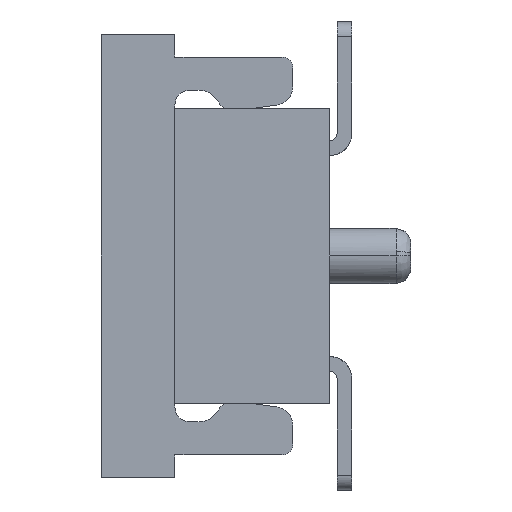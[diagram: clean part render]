
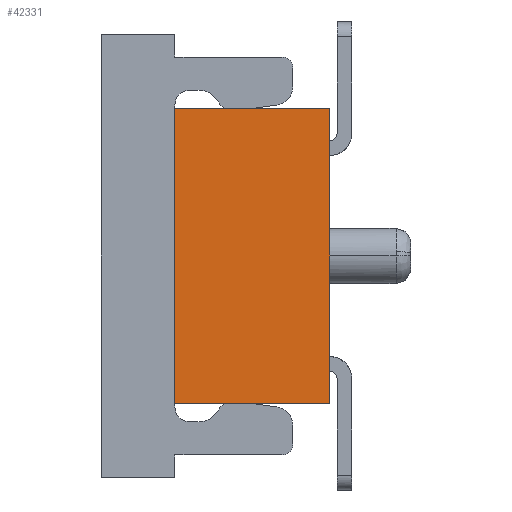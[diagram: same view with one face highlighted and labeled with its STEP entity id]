
A CAD part, left-side view. The second image highlights one B-rep face of the part: STEP entity #42331.
In plain terms, the highlighted planar face has unit normal (-1, 0, 0).
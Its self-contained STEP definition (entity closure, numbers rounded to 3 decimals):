
#1255=CARTESIAN_POINT('',(-14.,3.2,0.));
#1256=VERTEX_POINT('',#1255);
#1331=CARTESIAN_POINT('',(-14.,3.2,-4.));
#1332=VERTEX_POINT('',#1331);
#1342=CARTESIAN_POINT('',(-14.,3.2,0.));
#1343=CARTESIAN_POINT('',(-14.,3.2,-0.8));
#1344=CARTESIAN_POINT('',(-14.,3.2,-1.6));
#1345=CARTESIAN_POINT('',(-14.,3.2,-2.4));
#1346=CARTESIAN_POINT('',(-14.,3.2,-3.2));
#1347=CARTESIAN_POINT('',(-14.,3.2,-4.));
#1348=B_SPLINE_CURVE_WITH_KNOTS('',5,(#1342,#1343,#1344,#1345,#1346,#1347),.UNSPECIFIED.,.F.,.U.,(6,6),(0.,4.),.UNSPECIFIED.);
#1349=EDGE_CURVE('',#1256,#1332,#1348,.T.);
#42216=CARTESIAN_POINT('',(-14.,1.1,-4.));
#42217=VERTEX_POINT('',#42216);
#42227=CARTESIAN_POINT('',(-14.,3.2,-4.));
#42228=CARTESIAN_POINT('',(-14.,2.78,-4.));
#42229=CARTESIAN_POINT('',(-14.,2.36,-4.));
#42230=CARTESIAN_POINT('',(-14.,1.94,-4.));
#42231=CARTESIAN_POINT('',(-14.,1.52,-4.));
#42232=CARTESIAN_POINT('',(-14.,1.1,-4.));
#42233=B_SPLINE_CURVE_WITH_KNOTS('',5,(#42227,#42228,#42229,#42230,#42231,#42232),.UNSPECIFIED.,.F.,.U.,(6,6),(0.,2.1),.UNSPECIFIED.);
#42234=EDGE_CURVE('',#1332,#42217,#42233,.T.);
#42253=CARTESIAN_POINT('',(-14.,1.1,0.));
#42254=VERTEX_POINT('',#42253);
#42255=CARTESIAN_POINT('',(-14.,1.1,0.));
#42256=CARTESIAN_POINT('',(-14.,1.52,0.));
#42257=CARTESIAN_POINT('',(-14.,1.94,0.));
#42258=CARTESIAN_POINT('',(-14.,2.36,0.));
#42259=CARTESIAN_POINT('',(-14.,2.78,0.));
#42260=CARTESIAN_POINT('',(-14.,3.2,0.));
#42261=B_SPLINE_CURVE_WITH_KNOTS('',5,(#42255,#42256,#42257,#42258,#42259,#42260),.UNSPECIFIED.,.F.,.U.,(6,6),(0.,2.1),.UNSPECIFIED.);
#42262=EDGE_CURVE('',#42254,#1256,#42261,.T.);
#42293=CARTESIAN_POINT('',(-14.,3.1,-2.));
#42294=DIRECTION('',(0.,0.,1.));
#42295=DIRECTION('',(-1.,0.,0.));
#42296=AXIS2_PLACEMENT_3D('',#42293,#42295,#42294);
#42297=PLANE('',#42296);
#42298=CARTESIAN_POINT('',(-14.,1.1,-3.725));
#42299=VERTEX_POINT('',#42298);
#42300=CARTESIAN_POINT('',(-14.,1.1,-3.725));
#42301=CARTESIAN_POINT('',(-14.,1.1,-3.78));
#42302=CARTESIAN_POINT('',(-14.,1.1,-3.835));
#42303=CARTESIAN_POINT('',(-14.,1.1,-3.89));
#42304=CARTESIAN_POINT('',(-14.,1.1,-3.945));
#42305=CARTESIAN_POINT('',(-14.,1.1,-4.));
#42306=B_SPLINE_CURVE_WITH_KNOTS('',5,(#42300,#42301,#42302,#42303,#42304,#42305),.UNSPECIFIED.,.F.,.U.,(6,6),(0.,0.275),.UNSPECIFIED.);
#42307=EDGE_CURVE('',#42299,#42217,#42306,.T.);
#42308=ORIENTED_EDGE('',*,*,#42307,.F.);
#42309=CARTESIAN_POINT('',(-14.,1.1,-0.275));
#42310=VERTEX_POINT('',#42309);
#42311=CARTESIAN_POINT('',(-14.,1.1,-0.275));
#42312=DIRECTION('',(0.,0.,-1.));
#42313=VECTOR('',#42312,3.45);
#42314=LINE('',#42311,#42313);
#42315=EDGE_CURVE('',#42310,#42299,#42314,.T.);
#42316=ORIENTED_EDGE('',*,*,#42315,.F.);
#42317=CARTESIAN_POINT('',(-14.,1.1,-0.275));
#42318=CARTESIAN_POINT('',(-14.,1.1,-0.22));
#42319=CARTESIAN_POINT('',(-14.,1.1,-0.165));
#42320=CARTESIAN_POINT('',(-14.,1.1,-0.11));
#42321=CARTESIAN_POINT('',(-14.,1.1,-0.055));
#42322=CARTESIAN_POINT('',(-14.,1.1,0.));
#42323=B_SPLINE_CURVE_WITH_KNOTS('',5,(#42317,#42318,#42319,#42320,#42321,#42322),.UNSPECIFIED.,.F.,.U.,(6,6),(0.,0.275),.UNSPECIFIED.);
#42324=EDGE_CURVE('',#42310,#42254,#42323,.T.);
#42325=ORIENTED_EDGE('',*,*,#42324,.T.);
#42326=ORIENTED_EDGE('',*,*,#42262,.T.);
#42327=ORIENTED_EDGE('',*,*,#1349,.T.);
#42328=ORIENTED_EDGE('',*,*,#42234,.T.);
#42329=EDGE_LOOP('',(#42308,#42316,#42325,#42326,#42327,#42328));
#42330=FACE_OUTER_BOUND('',#42329,.T.);
#42331=ADVANCED_FACE('',(#42330),#42297,.T.);
